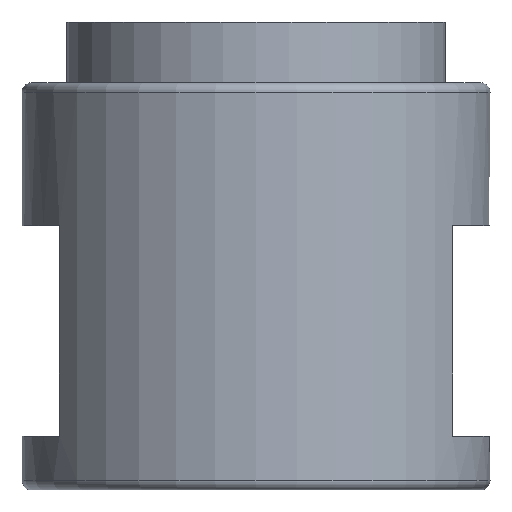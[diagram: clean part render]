
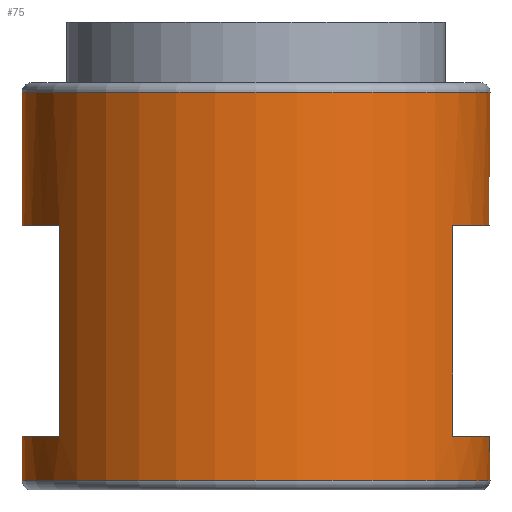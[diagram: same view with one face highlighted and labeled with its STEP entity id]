
A CAD part, front view. The second image highlights one B-rep face of the part: STEP entity #75.
In plain terms, the highlighted cylindrical face has radius 5 mm (diameter 10 mm), a full revolution.
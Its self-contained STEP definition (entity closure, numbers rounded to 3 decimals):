
#75 = ADVANCED_FACE( '', ( #92, #93, #94, #95 ), #96, .T. );
#92 = FACE_OUTER_BOUND( '', #134, .T. );
#93 = FACE_OUTER_BOUND( '', #135, .T. );
#94 = FACE_BOUND( '', #136, .T. );
#95 = FACE_BOUND( '', #137, .T. );
#96 = CYLINDRICAL_SURFACE( '', #138, 5. );
#134 = EDGE_LOOP( '', ( #176 ) );
#135 = EDGE_LOOP( '', ( #177 ) );
#136 = EDGE_LOOP( '', ( #178, #179, #180, #181 ) );
#137 = EDGE_LOOP( '', ( #182, #183, #184, #185 ) );
#138 = AXIS2_PLACEMENT_3D( '', #186, #187, #188 );
#176 = ORIENTED_EDGE( '', *, *, #266, .T. );
#177 = ORIENTED_EDGE( '', *, *, #267, .T. );
#178 = ORIENTED_EDGE( '', *, *, #268, .T. );
#179 = ORIENTED_EDGE( '', *, *, #269, .T. );
#180 = ORIENTED_EDGE( '', *, *, #270, .T. );
#181 = ORIENTED_EDGE( '', *, *, #271, .T. );
#182 = ORIENTED_EDGE( '', *, *, #272, .T. );
#183 = ORIENTED_EDGE( '', *, *, #273, .T. );
#184 = ORIENTED_EDGE( '', *, *, #274, .T. );
#185 = ORIENTED_EDGE( '', *, *, #275, .T. );
#186 = CARTESIAN_POINT( '', ( 0., 0., 8.7 ) );
#187 = DIRECTION( '', ( 0., 0., 1. ) );
#188 = DIRECTION( '', ( -1., 0., 0. ) );
#266 = EDGE_CURVE( '', #287, #287, #288, .T. );
#267 = EDGE_CURVE( '', #289, #289, #290, .F. );
#268 = EDGE_CURVE( '', #291, #292, #293, .F. );
#269 = EDGE_CURVE( '', #292, #294, #295, .F. );
#270 = EDGE_CURVE( '', #294, #296, #297, .F. );
#271 = EDGE_CURVE( '', #296, #291, #298, .T. );
#272 = EDGE_CURVE( '', #299, #300, #301, .F. );
#273 = EDGE_CURVE( '', #300, #302, #303, .T. );
#274 = EDGE_CURVE( '', #302, #304, #305, .F. );
#275 = EDGE_CURVE( '', #304, #299, #306, .F. );
#287 = VERTEX_POINT( '', #325 );
#288 = CIRCLE( '', #326, 5. );
#289 = VERTEX_POINT( '', #327 );
#290 = CIRCLE( '', #328, 5. );
#291 = VERTEX_POINT( '', #329 );
#292 = VERTEX_POINT( '', #330 );
#293 = CIRCLE( '', #331, 5. );
#294 = VERTEX_POINT( '', #332 );
#295 = LINE( '', #333, #334 );
#296 = VERTEX_POINT( '', #335 );
#297 = CIRCLE( '', #336, 5. );
#298 = LINE( '', #337, #338 );
#299 = VERTEX_POINT( '', #339 );
#300 = VERTEX_POINT( '', #340 );
#301 = CIRCLE( '', #341, 5. );
#302 = VERTEX_POINT( '', #342 );
#303 = LINE( '', #343, #344 );
#304 = VERTEX_POINT( '', #345 );
#305 = CIRCLE( '', #346, 5. );
#306 = LINE( '', #347, #348 );
#325 = CARTESIAN_POINT( '', ( -5., 0., 8.5 ) );
#326 = AXIS2_PLACEMENT_3D( '', #371, #372, #373 );
#327 = CARTESIAN_POINT( '', ( -5., 0., 0.2 ) );
#328 = AXIS2_PLACEMENT_3D( '', #374, #375, #376 );
#329 = CARTESIAN_POINT( '', ( 4.2, 2.713, 1.15 ) );
#330 = CARTESIAN_POINT( '', ( 4.2, -2.713, 1.15 ) );
#331 = AXIS2_PLACEMENT_3D( '', #377, #378, #379 );
#332 = CARTESIAN_POINT( '', ( 4.2, -2.713, 5.65 ) );
#333 = CARTESIAN_POINT( '', ( 4.2, -2.713, 8.7 ) );
#334 = VECTOR( '', #380, 1000. );
#335 = CARTESIAN_POINT( '', ( 4.2, 2.713, 5.65 ) );
#336 = AXIS2_PLACEMENT_3D( '', #381, #382, #383 );
#337 = CARTESIAN_POINT( '', ( 4.2, 2.713, 8.7 ) );
#338 = VECTOR( '', #384, 1000. );
#339 = CARTESIAN_POINT( '', ( -4.2, 2.713, 5.65 ) );
#340 = CARTESIAN_POINT( '', ( -4.2, -2.713, 5.65 ) );
#341 = AXIS2_PLACEMENT_3D( '', #385, #386, #387 );
#342 = CARTESIAN_POINT( '', ( -4.2, -2.713, 1.15 ) );
#343 = CARTESIAN_POINT( '', ( -4.2, -2.713, 8.7 ) );
#344 = VECTOR( '', #388, 1000. );
#345 = CARTESIAN_POINT( '', ( -4.2, 2.713, 1.15 ) );
#346 = AXIS2_PLACEMENT_3D( '', #389, #390, #391 );
#347 = CARTESIAN_POINT( '', ( -4.2, 2.713, 8.7 ) );
#348 = VECTOR( '', #392, 1000. );
#371 = CARTESIAN_POINT( '', ( 0., 0., 8.5 ) );
#372 = DIRECTION( '', ( 0., 0., -1. ) );
#373 = DIRECTION( '', ( -1., 0., 0. ) );
#374 = CARTESIAN_POINT( '', ( 0., 0., 0.2 ) );
#375 = DIRECTION( '', ( 0., 0., -1. ) );
#376 = DIRECTION( '', ( -1., 0., 0. ) );
#377 = CARTESIAN_POINT( '', ( 0., 0., 1.15 ) );
#378 = DIRECTION( '', ( 0., 0., 1. ) );
#379 = DIRECTION( '', ( 1., 0., 0. ) );
#380 = DIRECTION( '', ( 0., 0., -1. ) );
#381 = CARTESIAN_POINT( '', ( 0., 0., 5.65 ) );
#382 = DIRECTION( '', ( 0., 0., -1. ) );
#383 = DIRECTION( '', ( -1., 0., 0. ) );
#384 = DIRECTION( '', ( 0., 0., -1. ) );
#385 = CARTESIAN_POINT( '', ( 0., 0., 5.65 ) );
#386 = DIRECTION( '', ( 0., 0., -1. ) );
#387 = DIRECTION( '', ( -1., 0., 0. ) );
#388 = DIRECTION( '', ( 0., 0., -1. ) );
#389 = CARTESIAN_POINT( '', ( 0., 0., 1.15 ) );
#390 = DIRECTION( '', ( 0., 0., 1. ) );
#391 = DIRECTION( '', ( 1., 0., 0. ) );
#392 = DIRECTION( '', ( 0., 0., -1. ) );
